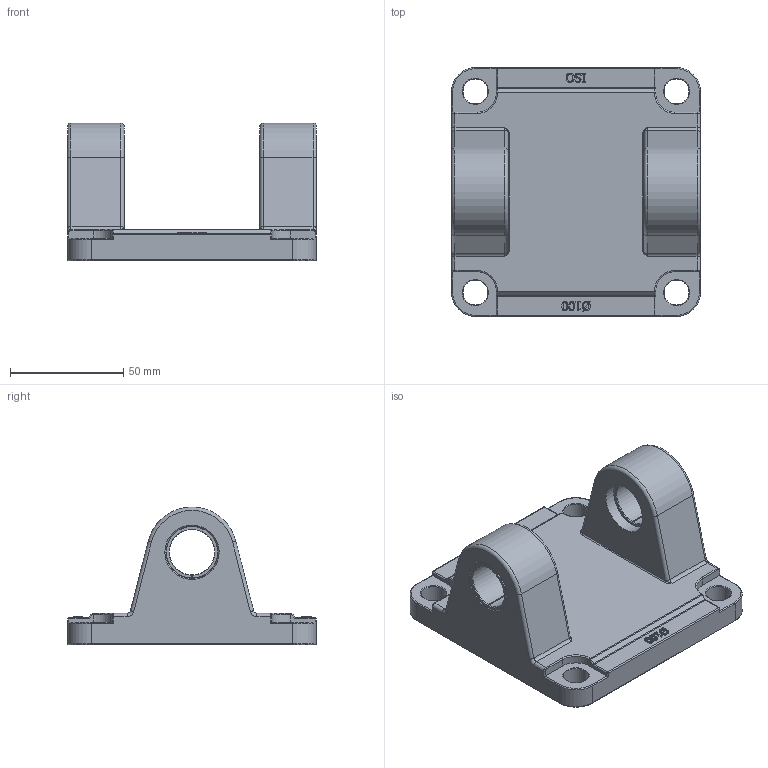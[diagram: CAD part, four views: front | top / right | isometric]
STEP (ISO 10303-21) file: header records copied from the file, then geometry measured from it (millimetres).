
FILE_DESCRIPTION((''),'2;1');
FILE_NAME('CFI100.stp','2013-11-15T09:50:01',('carlo.corazza'),(''),'Autodesk Inventor 2012','Autodesk Inventor 2012','');
FILE_SCHEMA(('AUTOMOTIVE_DESIGN { 1 0 10303 214 1 1 1 1 }'));
Length unit declared in the file: millimetre
Products named in the file (1): CFI100
Bounding box: 110 x 110 x 61 mm (x, y, z)
Volume: 209373.8 mm3; surface area: 46533.4 mm2
Topology: 1 solids, 1 shells, 382 faces, 969 edges, 605 vertices
Faces by surface type: plane 115, cylinder 79, cone 77, bspline 71, torus 32, sphere 8
Full cylindrical faces by diameter (mm): 11 x4, 23 x2, 55 x1
Entity records: 12308 total; most frequent: CARTESIAN_POINT 3043, ORIENTED_EDGE 1876, DIRECTION 1739, EDGE_CURVE 938, AXIS2_PLACEMENT_3D 631, VERTEX_POINT 599, VECTOR 477, LINE 477
